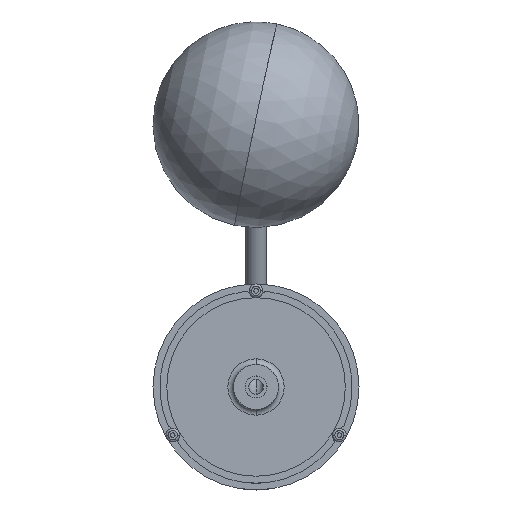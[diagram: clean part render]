
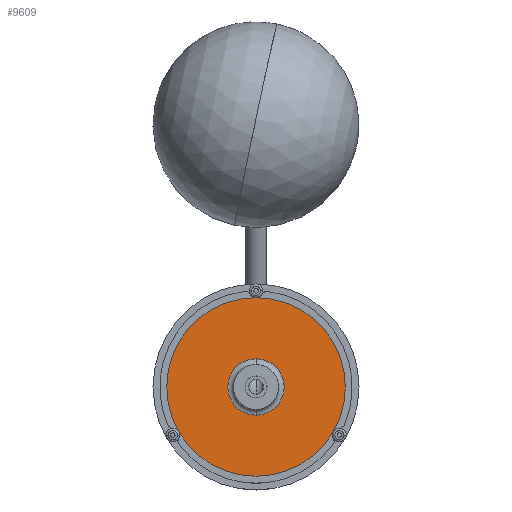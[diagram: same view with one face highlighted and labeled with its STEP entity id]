
A CAD part, front view. The second image highlights one B-rep face of the part: STEP entity #9609.
In plain terms, the highlighted face is planar.
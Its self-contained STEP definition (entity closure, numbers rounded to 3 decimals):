
#1263 = CARTESIAN_POINT ( 'NONE',  ( 0., 6., 78. ) ) ;
#1353 = CARTESIAN_POINT ( 'NONE',  ( 0., 6., 0. ) ) ;
#1354 = DIRECTION ( 'NONE',  ( 0., -1., 0. ) ) ;
#1355 = DIRECTION ( 'NONE',  ( 0., 0., 1. ) ) ;
#2883 = CARTESIAN_POINT ( 'NONE',  ( 0., 6., 24.6 ) ) ;
#2895 = CARTESIAN_POINT ( 'NONE',  ( 0., 6., -24.6 ) ) ;
#2942 = CARTESIAN_POINT ( 'NONE',  ( 0., 6., -78. ) ) ;
#3002 = CARTESIAN_POINT ( 'NONE',  ( 0., 6., 0. ) ) ;
#3003 = DIRECTION ( 'NONE',  ( 0., -1., 0. ) ) ;
#3004 = DIRECTION ( 'NONE',  ( 0., 0., 1. ) ) ;
#3165 = CARTESIAN_POINT ( 'NONE',  ( 0., 6., 0. ) ) ;
#3166 = DIRECTION ( 'NONE',  ( 0., -1., 0. ) ) ;
#3167 = DIRECTION ( 'NONE',  ( 0., 0., 1. ) ) ;
#3412 = CARTESIAN_POINT ( 'NONE',  ( 0., 6., 0. ) ) ;
#3414 = DIRECTION ( 'NONE',  ( 0., -1., 0. ) ) ;
#3416 = DIRECTION ( 'NONE',  ( 0., 0., 1. ) ) ;
#3780 = AXIS2_PLACEMENT_3D ( 'NONE', #13301, #13302, #13303 ) ;
#8347 = EDGE_LOOP ( 'NONE', ( #10605, #10600 ) ) ;
#9609 = ADVANCED_FACE ( 'NONE', ( #15986, #15990 ), #13294, .T. ) ;
#10043 = VERTEX_POINT ( 'NONE', #2883 ) ;
#10055 = VERTEX_POINT ( 'NONE', #2895 ) ;
#10102 = VERTEX_POINT ( 'NONE', #2942 ) ;
#10260 = EDGE_CURVE ( 'NONE', #10102, #16368, #15791, .T. ) ;
#10300 = EDGE_CURVE ( 'NONE', #16368, #10102, #15828, .T. ) ;
#10363 = EDGE_CURVE ( 'NONE', #10055, #10043, #15915, .T. ) ;
#10374 = EDGE_CURVE ( 'NONE', #10043, #10055, #15925, .T. ) ;
#10418 = EDGE_LOOP ( 'NONE', ( #10607, #10595 ) ) ;
#10595 = ORIENTED_EDGE ( 'NONE', *, *, #10363, .T. ) ;
#10600 = ORIENTED_EDGE ( 'NONE', *, *, #10300, .F. ) ;
#10605 = ORIENTED_EDGE ( 'NONE', *, *, #10260, .F. ) ;
#10607 = ORIENTED_EDGE ( 'NONE', *, *, #10374, .T. ) ;
#13294 = PLANE ( 'NONE',  #3780 ) ;
#13301 = CARTESIAN_POINT ( 'NONE',  ( 0., 6., 0. ) ) ;
#13302 = DIRECTION ( 'NONE',  ( 0., 1., 0. ) ) ;
#13303 = DIRECTION ( 'NONE',  ( 0., 0., 1. ) ) ;
#14860 = AXIS2_PLACEMENT_3D ( 'NONE', #3002, #3003, #3004 ) ;
#14899 = AXIS2_PLACEMENT_3D ( 'NONE', #3165, #3166, #3167 ) ;
#14941 = AXIS2_PLACEMENT_3D ( 'NONE', #3412, #3414, #3416 ) ;
#14953 = AXIS2_PLACEMENT_3D ( 'NONE', #1353, #1354, #1355 ) ;
#15791 = CIRCLE ( 'NONE', #14860, 78. ) ;
#15828 = CIRCLE ( 'NONE', #14899, 78. ) ;
#15915 = CIRCLE ( 'NONE', #14941, 24.6 ) ;
#15925 = CIRCLE ( 'NONE', #14953, 24.6 ) ;
#15986 = FACE_BOUND ( 'NONE', #10418, .T. ) ;
#15990 = FACE_OUTER_BOUND ( 'NONE', #8347, .T. ) ;
#16368 = VERTEX_POINT ( 'NONE', #1263 ) ;
